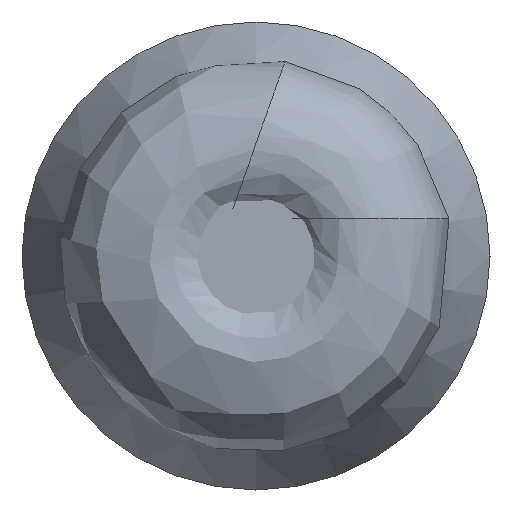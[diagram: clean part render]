
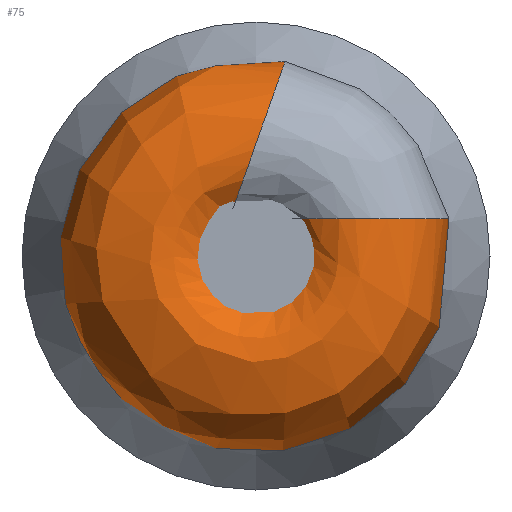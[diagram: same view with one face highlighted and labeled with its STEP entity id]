
A CAD part, left-side view. The second image highlights one B-rep face of the part: STEP entity #75.
In plain terms, the highlighted free-form (B-spline) face has degree [3, 3] with [7, 7] control points.
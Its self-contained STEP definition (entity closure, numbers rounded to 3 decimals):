
#32=(
BOUNDED_SURFACE()
B_SPLINE_SURFACE(3,3,((#338,#339,#340,#341,#342,#343,#344),(#345,#346,#347,
#348,#349,#350,#351),(#352,#353,#354,#355,#356,#357,#358),(#359,#360,#361,
#362,#363,#364,#365),(#366,#367,#368,#369,#370,#371,#372),(#373,#374,#375,
#376,#377,#378,#379),(#380,#381,#382,#383,#384,#385,#386)),
 .UNSPECIFIED.,.T.,.F.,.F.)
B_SPLINE_SURFACE_WITH_KNOTS((1,3,3,3,1),(4,3,4),(-0.5,0.,0.5,1.,1.5),(0.,
0.5,1.),.UNSPECIFIED.)
GEOMETRIC_REPRESENTATION_ITEM()
RATIONAL_B_SPLINE_SURFACE(((1.,0.535,0.535,1.,0.535,
0.535,1.),(0.333,0.178,0.178,
0.333,0.178,0.178,0.333),
(0.333,0.178,0.178,0.333,
0.178,0.178,0.333),(1.,0.535,
0.535,1.,0.535,0.535,1.),(0.333,
0.178,0.178,0.333,0.178,
0.178,0.333),(0.333,0.178,
0.178,0.333,0.178,0.178,
0.333),(1.,0.535,0.535,1.,0.535,
0.535,1.)))
REPRESENTATION_ITEM('')
SURFACE()
);
#75=ADVANCED_FACE('',(#96,#97),#32,.F.);
#96=FACE_BOUND('',#118,.T.);
#97=FACE_BOUND('',#119,.T.);
#118=EDGE_LOOP('',(#140));
#119=EDGE_LOOP('',(#141));
#140=ORIENTED_EDGE('',*,*,#164,.F.);
#141=ORIENTED_EDGE('',*,*,#165,.F.);
#153=VERTEX_POINT('',#335);
#154=VERTEX_POINT('',#337);
#164=EDGE_CURVE('',#153,#153,#175,.T.);
#165=EDGE_CURVE('',#154,#154,#176,.T.);
#175=CIRCLE('',#196,5.);
#176=CIRCLE('',#197,5.);
#196=AXIS2_PLACEMENT_3D('',#334,#237,#238);
#197=AXIS2_PLACEMENT_3D('',#336,#239,#240);
#237=DIRECTION('',(0.,-0.943,-0.333));
#238=DIRECTION('',(1.,0.,0.));
#239=DIRECTION('',(0.,0.,1.));
#240=DIRECTION('',(1.,0.,0.));
#334=CARTESIAN_POINT('',(5.,0.116,5.671));
#335=CARTESIAN_POINT('',(10.,0.116,5.671));
#336=CARTESIAN_POINT('',(5.,-5.308,2.));
#337=CARTESIAN_POINT('',(10.,-5.308,2.));
#338=CARTESIAN_POINT('',(10.,-5.308,2.));
#339=CARTESIAN_POINT('',(10.,-7.682,-4.3));
#340=CARTESIAN_POINT('',(10.,-2.397,-8.471));
#341=CARTESIAN_POINT('',(10.,3.179,-4.697));
#342=CARTESIAN_POINT('',(10.,8.755,-0.924));
#343=CARTESIAN_POINT('',(10.,6.847,5.533));
#344=CARTESIAN_POINT('',(10.,0.116,5.671));
#345=CARTESIAN_POINT('',(10.,4.692,2.));
#346=CARTESIAN_POINT('',(10.,2.318,7.57));
#347=CARTESIAN_POINT('',(10.,-3.709,6.994));
#348=CARTESIAN_POINT('',(10.,-4.986,1.076));
#349=CARTESIAN_POINT('',(10.,-6.263,-4.842));
#350=CARTESIAN_POINT('',(10.,-1.01,-7.852));
#351=CARTESIAN_POINT('',(10.,3.45,-3.757));
#352=CARTESIAN_POINT('',(0.,4.692,2.));
#353=CARTESIAN_POINT('',(0.,2.318,7.57));
#354=CARTESIAN_POINT('',(0.,-3.709,6.994));
#355=CARTESIAN_POINT('',(0.,-4.986,1.076));
#356=CARTESIAN_POINT('',(0.,-6.263,-4.842));
#357=CARTESIAN_POINT('',(0.,-1.01,-7.852));
#358=CARTESIAN_POINT('',(0.,3.45,-3.757));
#359=CARTESIAN_POINT('',(0.,-5.308,2.));
#360=CARTESIAN_POINT('',(0.,-7.682,-4.3));
#361=CARTESIAN_POINT('',(0.,-2.397,-8.471));
#362=CARTESIAN_POINT('',(0.,3.179,-4.697));
#363=CARTESIAN_POINT('',(0.,8.755,-0.924));
#364=CARTESIAN_POINT('',(0.,6.847,5.533));
#365=CARTESIAN_POINT('',(0.,0.116,5.671));
#366=CARTESIAN_POINT('',(0.,-15.308,2.));
#367=CARTESIAN_POINT('',(0.,-17.682,-16.17));
#368=CARTESIAN_POINT('',(0.,-1.085,-23.936));
#369=CARTESIAN_POINT('',(0.,11.344,-10.471));
#370=CARTESIAN_POINT('',(0.,23.773,2.994));
#371=CARTESIAN_POINT('',(0.,14.705,18.917));
#372=CARTESIAN_POINT('',(0.,-3.217,15.099));
#373=CARTESIAN_POINT('',(10.,-15.308,2.));
#374=CARTESIAN_POINT('',(10.,-17.682,-16.17));
#375=CARTESIAN_POINT('',(10.,-1.085,-23.936));
#376=CARTESIAN_POINT('',(10.,11.344,-10.471));
#377=CARTESIAN_POINT('',(10.,23.773,2.994));
#378=CARTESIAN_POINT('',(10.,14.705,18.917));
#379=CARTESIAN_POINT('',(10.,-3.217,15.099));
#380=CARTESIAN_POINT('',(10.,-5.308,2.));
#381=CARTESIAN_POINT('',(10.,-7.682,-4.3));
#382=CARTESIAN_POINT('',(10.,-2.397,-8.471));
#383=CARTESIAN_POINT('',(10.,3.179,-4.697));
#384=CARTESIAN_POINT('',(10.,8.755,-0.924));
#385=CARTESIAN_POINT('',(10.,6.847,5.533));
#386=CARTESIAN_POINT('',(10.,0.116,5.671));
